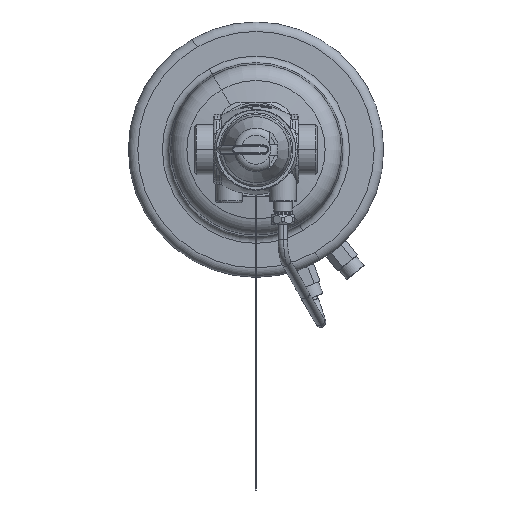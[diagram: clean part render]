
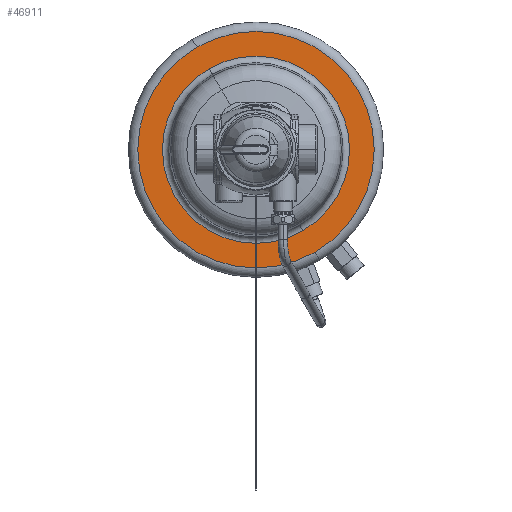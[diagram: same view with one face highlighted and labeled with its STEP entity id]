
A CAD part, front view. The second image highlights one B-rep face of the part: STEP entity #46911.
In plain terms, the highlighted face is planar.
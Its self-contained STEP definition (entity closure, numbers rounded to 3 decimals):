
#42164=CARTESIAN_POINT('',(0.,18.5,0.));
#42165=DIRECTION('',(0.,1.,0.));
#42166=DIRECTION('',(1.,0.,0.));
#42167=AXIS2_PLACEMENT_3D('',#42164,#42165,#42166);
#42179=CARTESIAN_POINT('',(0.,18.5,0.));
#42180=DIRECTION('',(0.,1.,0.));
#42181=DIRECTION('',(-1.,0.,0.));
#42182=AXIS2_PLACEMENT_3D('',#42179,#42180,#42181);
#42212=CARTESIAN_POINT('',(0.,18.5,0.));
#42213=DIRECTION('',(0.,-1.,0.));
#42214=DIRECTION('',(1.,0.,0.));
#42215=AXIS2_PLACEMENT_3D('',#42212,#42213,#42214);
#42235=CARTESIAN_POINT('',(0.,18.5,0.));
#42236=DIRECTION('',(0.,-1.,0.));
#42237=DIRECTION('',(-1.,0.,0.));
#42238=AXIS2_PLACEMENT_3D('',#42235,#42236,#42237);
#45466=CARTESIAN_POINT('',(-62.55,18.5,0.));
#45467=CARTESIAN_POINT('',(62.55,18.5,0.));
#45468=VERTEX_POINT('',#45466);
#45469=VERTEX_POINT('',#45467);
#45486=CARTESIAN_POINT('',(49.498,18.5,0.));
#45487=CARTESIAN_POINT('',(-49.498,18.5,0.));
#45488=VERTEX_POINT('',#45486);
#45489=VERTEX_POINT('',#45487);
#46896=CARTESIAN_POINT('',(0.,18.5,0.));
#46897=DIRECTION('',(0.,-1.,0.));
#46898=DIRECTION('',(-1.,0.,0.));
#46899=AXIS2_PLACEMENT_3D('',#46896,#46897,#46898);
#46900=PLANE('',#46899);
#46901=ORIENTED_EDGE('',*,*,#46877,.F.);
#46902=ORIENTED_EDGE('',*,*,#46859,.F.);
#46903=EDGE_LOOP('',(#46901,#46902));
#46904=FACE_OUTER_BOUND('',#46903,.F.);
#46906=ORIENTED_EDGE('',*,*,#46905,.F.);
#46908=ORIENTED_EDGE('',*,*,#46907,.F.);
#46909=EDGE_LOOP('',(#46906,#46908));
#46910=FACE_BOUND('',#46909,.F.);
#46911=ADVANCED_FACE('',(#46904,#46910),#46900,.F.);
#42168=CIRCLE('',#42167,62.55);
#42183=CIRCLE('',#42182,62.55);
#42216=CIRCLE('',#42215,49.498);
#42239=CIRCLE('',#42238,49.498);
#46859=EDGE_CURVE('',#45469,#45468,#42168,.T.);
#46877=EDGE_CURVE('',#45468,#45469,#42183,.T.);
#46905=EDGE_CURVE('',#45488,#45489,#42216,.T.);
#46907=EDGE_CURVE('',#45489,#45488,#42239,.T.);
